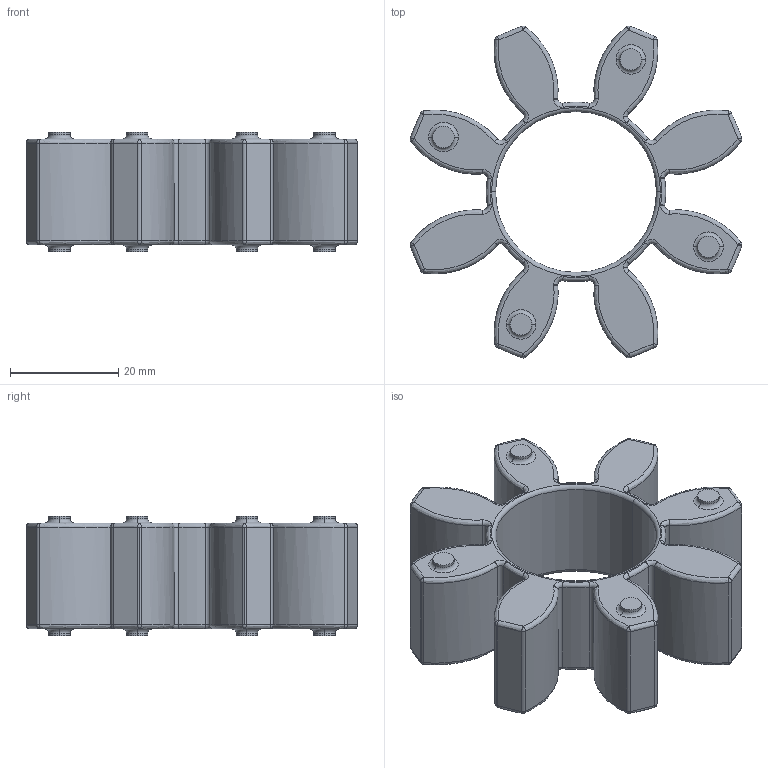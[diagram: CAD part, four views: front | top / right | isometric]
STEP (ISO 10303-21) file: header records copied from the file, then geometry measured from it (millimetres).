
FILE_DESCRIPTION (( 'STEP AP214' ), '1' );
FILE_NAME ('DC-JS65-92A.STEP', '2015-12-01T20:28:06', ( '' ), ( '' ), 'SwSTEP 2.0', 'SolidWorks 2015', '' );
FILE_SCHEMA (( 'AUTOMOTIVE_DESIGN' ));
Length unit declared in the file: millimetre
Products named in the file (1): DC-JS65-92A
Bounding box: 61.28 x 61.28 x 22.1 mm (x, y, z)
Volume: 25186.7 mm3; surface area: 11167.9 mm2
Topology: 1 solids, 1 shells, 264 faces, 582 edges, 320 vertices
Faces by surface type: bspline 96, torus 64, cylinder 58, sphere 36, plane 10
Entity records: 10262 total; most frequent: CARTESIAN_POINT 4905, ORIENTED_EDGE 1132, DIRECTION 1124, EDGE_CURVE 566, AXIS2_PLACEMENT_3D 517, CIRCLE 348, VERTEX_POINT 312, EDGE_LOOP 274
